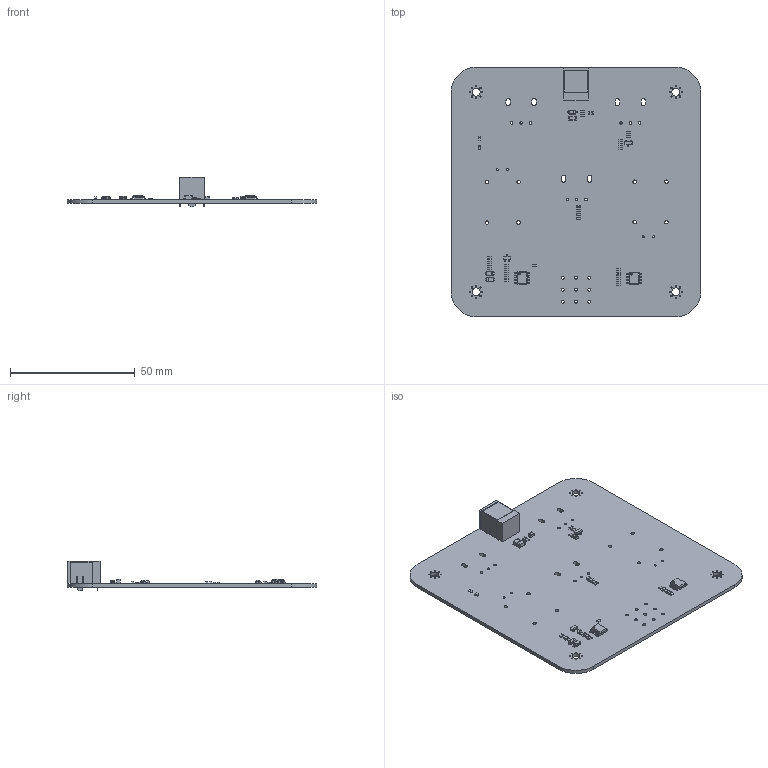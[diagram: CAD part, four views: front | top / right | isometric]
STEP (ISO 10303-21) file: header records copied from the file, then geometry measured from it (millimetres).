
FILE_DESCRIPTION(('KiCad electronic assembly'),'2;1');
FILE_NAME('tubeScreamer.step','2025-06-04T18:51:15',('Pcbnew'),('Kicad') ,'Open CASCADE STEP processor 7.8','KiCad to STEP converter','Unknown' );
FILE_SCHEMA(('AUTOMOTIVE_DESIGN { 1 0 10303 214 1 1 1 1 }'));
Length unit declared in the file: millimetre
Products named in the file (11): tubeScreamer 1; R_0603_1608Metric; SOIC-8_3.9x4.9mm_P1.27mm; BarrelJack_CUI_PJ-063AH_Horizontal; C_0603_1608Metric; SOT-23; LED_0603_1608Metric; D_SOD-123; C_0805_2012Metric; C_1206_3216Metric; tubeScreamer_PCB
Assembly tree (39 placements, depth 2):
  tubeScreamer 1
    R_0603_1608Metric  x18
    SOIC-8_3.9x4.9mm_P1.27mm  x2
    BarrelJack_CUI_PJ-063AH_Horizontal
    C_0603_1608Metric  x9
    SOT-23  x2
    LED_0603_1608Metric
    D_SOD-123  x3
    C_0805_2012Metric
    C_1206_3216Metric
    tubeScreamer_PCB
Bounding box: 100 x 100 x 12 mm (x, y, z)
Volume: 15781.6 mm3; surface area: 22504.9 mm2
Topology: 40 solids, 40 shells, 1704 faces, 4359 edges, 2767 vertices
Faces by surface type: plane 1015, cylinder 492, bspline 196, sphere 1
Full cylindrical faces by diameter (mm): 0.5 x32, 0.6 x2, 0.85 x4, 1 x9, 1.2 x9, 1.4 x8, 1.5 x1, 1.6 x1, 2 x1, 3.2 x4, 6.5 x1
Entity records: 24685 total; most frequent: CARTESIAN_POINT 3889, ORIENTED_EDGE 3462, DIRECTION 3288, EDGE_CURVE 1731, LINE 1236, VECTOR 1236, VERTEX_POINT 1095, AXIS2_PLACEMENT_3D 1026
